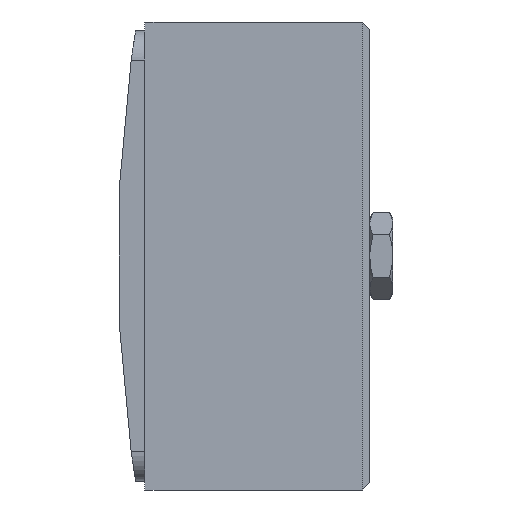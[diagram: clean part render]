
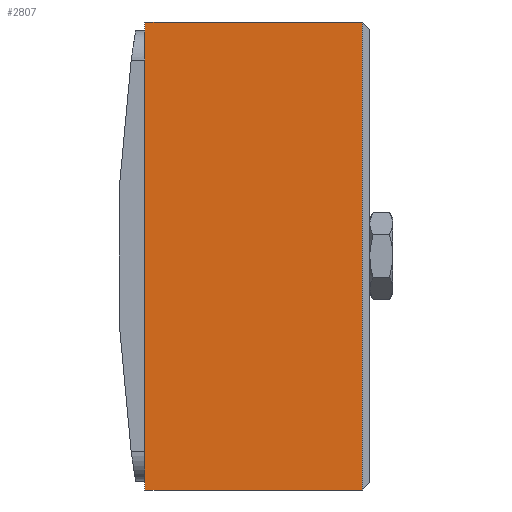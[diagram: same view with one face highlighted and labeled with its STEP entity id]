
A CAD part, left-side view. The second image highlights one B-rep face of the part: STEP entity #2807.
In plain terms, the highlighted planar face has unit normal (-1, 0, 0).
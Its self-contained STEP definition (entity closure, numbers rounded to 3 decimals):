
#72 = VERTEX_POINT ( 'NONE', #686 ) ;
#77 = AXIS2_PLACEMENT_3D ( 'NONE', #88, #3769, #4134 ) ;
#88 = CARTESIAN_POINT ( 'NONE',  ( -50., 24.003, 25.006 ) ) ;
#204 = EDGE_CURVE ( 'NONE', #273, #3244, #3637, .T. ) ;
#265 = VECTOR ( 'NONE', #694, 1000. ) ;
#273 = VERTEX_POINT ( 'NONE', #1400 ) ;
#341 = ORIENTED_EDGE ( 'NONE', *, *, #3399, .T. ) ;
#479 = FACE_OUTER_BOUND ( 'NONE', #1672, .T. ) ;
#621 = VECTOR ( 'NONE', #2042, 1000. ) ;
#686 = CARTESIAN_POINT ( 'NONE',  ( -50., 24.003, 25.006 ) ) ;
#694 = DIRECTION ( 'NONE',  ( 0., -1., 0. ) ) ;
#968 = ORIENTED_EDGE ( 'NONE', *, *, #1157, .F. ) ;
#1157 = EDGE_CURVE ( 'NONE', #72, #3244, #3689, .T. ) ;
#1282 = DIRECTION ( 'NONE',  ( 0., -1., 0. ) ) ;
#1400 = CARTESIAN_POINT ( 'NONE',  ( -50., 0.762, -25.006 ) ) ;
#1602 = VERTEX_POINT ( 'NONE', #1898 ) ;
#1659 = VECTOR ( 'NONE', #4296, 1000. ) ;
#1672 = EDGE_LOOP ( 'NONE', ( #341, #3382, #968, #3440 ) ) ;
#1752 = EDGE_CURVE ( 'NONE', #1602, #72, #2365, .T. ) ;
#1853 = CARTESIAN_POINT ( 'NONE',  ( -50., 0.762, 25.006 ) ) ;
#1898 = CARTESIAN_POINT ( 'NONE',  ( -50., 24.003, -25.006 ) ) ;
#2042 = DIRECTION ( 'NONE',  ( 0., 0., 1. ) ) ;
#2365 = LINE ( 'NONE', #2711, #621 ) ;
#2370 = CARTESIAN_POINT ( 'NONE',  ( -50., 0.762, 25.006 ) ) ;
#2711 = CARTESIAN_POINT ( 'NONE',  ( -50., 24.003, 25.006 ) ) ;
#2807 = ADVANCED_FACE ( 'NONE', ( #479 ), #3515, .F. ) ;
#3244 = VERTEX_POINT ( 'NONE', #1853 ) ;
#3309 = VECTOR ( 'NONE', #1282, 1000. ) ;
#3382 = ORIENTED_EDGE ( 'NONE', *, *, #204, .T. ) ;
#3399 = EDGE_CURVE ( 'NONE', #1602, #273, #3682, .T. ) ;
#3440 = ORIENTED_EDGE ( 'NONE', *, *, #1752, .F. ) ;
#3515 = PLANE ( 'NONE',  #77 ) ;
#3637 = LINE ( 'NONE', #2370, #1659 ) ;
#3682 = LINE ( 'NONE', #4275, #3309 ) ;
#3689 = LINE ( 'NONE', #3725, #265 ) ;
#3725 = CARTESIAN_POINT ( 'NONE',  ( -50., 24.003, 25.006 ) ) ;
#3769 = DIRECTION ( 'NONE',  ( 1., 0., 0. ) ) ;
#4134 = DIRECTION ( 'NONE',  ( 0., 0., -1. ) ) ;
#4275 = CARTESIAN_POINT ( 'NONE',  ( -50., 24.003, -25.006 ) ) ;
#4296 = DIRECTION ( 'NONE',  ( 0., 0., 1. ) ) ;
